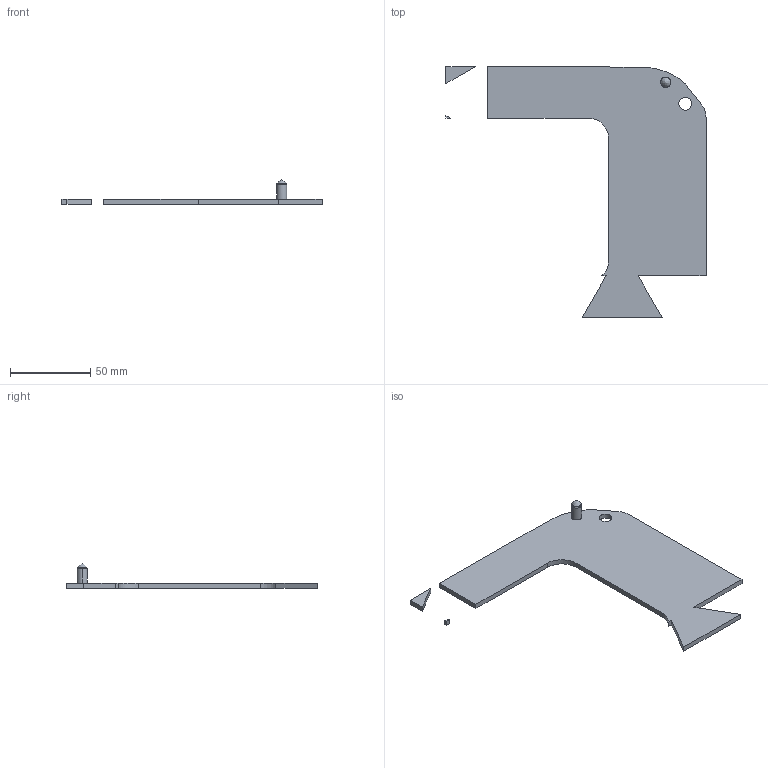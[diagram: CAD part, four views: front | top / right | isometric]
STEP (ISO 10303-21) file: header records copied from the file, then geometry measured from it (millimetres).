
FILE_DESCRIPTION(('FreeCAD Model'),'2;1');
FILE_NAME( 'top_right.step', '2020-08-21T21:55:42',('Author'),(''), 'Open CASCADE STEP processor 7.4','FreeCAD','Unknown');
FILE_SCHEMA(('AUTOMOTIVE_DESIGN { 1 0 10303 214 1 1 1 1 }'));
Length unit declared in the file: millimetre
Products named in the file (1): Cut
Bounding box: 162.39 x 156.65 x 15.24 mm (x, y, z)
Volume: 35323.3 mm3; surface area: 24432 mm2
Topology: 3 solids, 3 shells, 34 faces, 81 edges, 54 vertices
Faces by surface type: plane 23, cylinder 7, bspline 4
Entity records: 3242 total; most frequent: CARTESIAN_POINT 1510, DIRECTION 223, ORIENTED_EDGE 162, PCURVE 162, DEFINITIONAL_REPRESENTATION 162, LINE 133, VECTOR 133, B_SPLINE_CURVE_WITH_KNOTS 84
